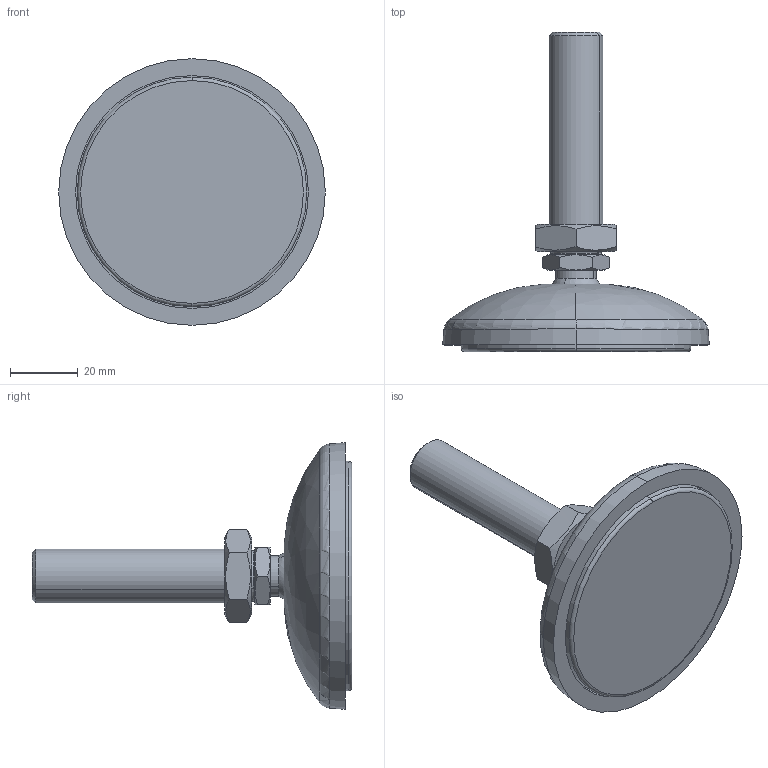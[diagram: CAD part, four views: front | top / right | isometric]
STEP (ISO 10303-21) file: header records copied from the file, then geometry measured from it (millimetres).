
FILE_DESCRIPTION (( 'STEP AP203' ), '1' );
FILE_NAME ('7003-00745.asm.step', '2024-02-02T09:55:03', ( '' ), ( '' ), 'SwSTEP 2.0', 'SolidWorks 2022', '' );
FILE_SCHEMA (( 'CONFIG_CONTROL_DESIGN' ));
Length unit declared in the file: millimetre
Products named in the file (5): 7003-00738; 7003-00724; 7003-00745.asm; 7003-00731; 7003-00726
Assembly tree (4 placements, depth 2):
  7003-00745.asm
    7003-00738
    7003-00724
    7003-00726
    7003-00731
Bounding box: 79 x 94.7 x 79 mm (x, y, z)
Volume: 87539.2 mm3; surface area: 28428.5 mm2
Topology: 4 solids, 4 shells, 79 faces, 176 edges, 107 vertices
Faces by surface type: cone 28, plane 24, cylinder 14, torus 7, sphere 4, bspline 2
Entity records: 3287 total; most frequent: CARTESIAN_POINT 1081, DIRECTION 372, ORIENTED_EDGE 338, EDGE_CURVE 169, AXIS2_PLACEMENT_3D 165, VERTEX_POINT 104, EDGE_LOOP 87, CIRCLE 81
